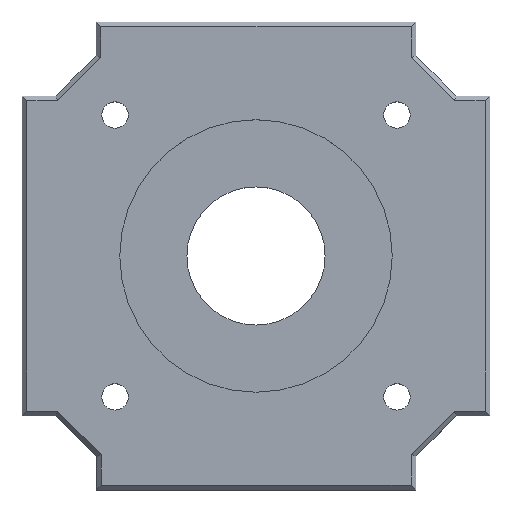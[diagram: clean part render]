
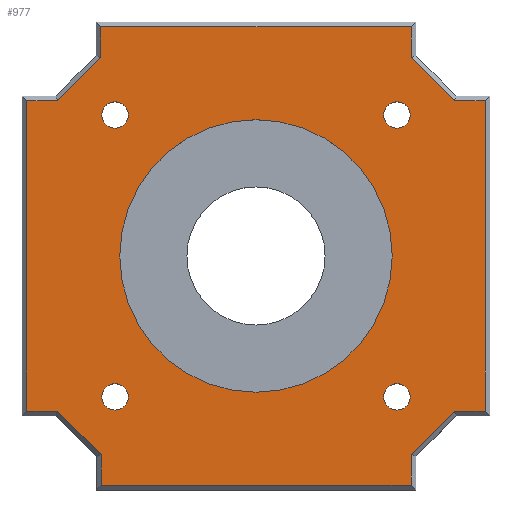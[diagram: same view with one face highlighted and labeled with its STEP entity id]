
A CAD part, top view. The second image highlights one B-rep face of the part: STEP entity #977.
In plain terms, the highlighted planar face has unit normal (0, 0, 1).
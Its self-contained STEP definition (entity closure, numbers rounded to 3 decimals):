
#21=FACE_BOUND('',#196,.T.);
#22=FACE_BOUND('',#197,.T.);
#23=FACE_BOUND('',#198,.T.);
#24=FACE_BOUND('',#199,.T.);
#25=FACE_BOUND('',#200,.T.);
#75=PLANE('',#1066);
#132=FACE_OUTER_BOUND('',#195,.T.);
#195=EDGE_LOOP('',(#891,#892,#893,#894,#895,#896,#897,#898,#899,#900,#901,
#902,#903,#904,#905,#906));
#196=EDGE_LOOP('',(#907));
#197=EDGE_LOOP('',(#908));
#198=EDGE_LOOP('',(#909));
#199=EDGE_LOOP('',(#910));
#200=EDGE_LOOP('',(#911));
#273=LINE('',#1498,#391);
#276=LINE('',#1503,#394);
#278=LINE('',#1507,#396);
#280=LINE('',#1511,#398);
#282=LINE('',#1515,#400);
#284=LINE('',#1519,#402);
#286=LINE('',#1523,#404);
#288=LINE('',#1527,#406);
#290=LINE('',#1531,#408);
#294=LINE('',#1539,#412);
#297=LINE('',#1545,#415);
#300=LINE('',#1551,#418);
#303=LINE('',#1557,#421);
#306=LINE('',#1563,#424);
#309=LINE('',#1569,#427);
#312=LINE('',#1573,#430);
#391=VECTOR('',#1231,10.);
#394=VECTOR('',#1236,10.);
#396=VECTOR('',#1240,10.);
#398=VECTOR('',#1244,10.);
#400=VECTOR('',#1248,10.);
#402=VECTOR('',#1252,10.);
#404=VECTOR('',#1256,10.);
#406=VECTOR('',#1260,10.);
#408=VECTOR('',#1264,10.);
#412=VECTOR('',#1270,10.);
#415=VECTOR('',#1275,10.);
#418=VECTOR('',#1280,10.);
#421=VECTOR('',#1285,10.);
#424=VECTOR('',#1290,10.);
#427=VECTOR('',#1295,10.);
#430=VECTOR('',#1300,10.);
#438=CIRCLE('',#1000,1.4);
#440=CIRCLE('',#1003,1.4);
#442=CIRCLE('',#1006,1.4);
#444=CIRCLE('',#1009,1.4);
#446=CIRCLE('',#1012,14.5);
#450=VERTEX_POINT('',#1328);
#452=VERTEX_POINT('',#1334);
#454=VERTEX_POINT('',#1340);
#456=VERTEX_POINT('',#1346);
#458=VERTEX_POINT('',#1352);
#503=VERTEX_POINT('',#1496);
#504=VERTEX_POINT('',#1497);
#505=VERTEX_POINT('',#1502);
#506=VERTEX_POINT('',#1506);
#507=VERTEX_POINT('',#1510);
#508=VERTEX_POINT('',#1514);
#509=VERTEX_POINT('',#1518);
#510=VERTEX_POINT('',#1522);
#511=VERTEX_POINT('',#1526);
#512=VERTEX_POINT('',#1530);
#515=VERTEX_POINT('',#1538);
#517=VERTEX_POINT('',#1544);
#519=VERTEX_POINT('',#1550);
#521=VERTEX_POINT('',#1556);
#523=VERTEX_POINT('',#1562);
#525=VERTEX_POINT('',#1568);
#526=EDGE_CURVE('',#450,#450,#438,.T.);
#529=EDGE_CURVE('',#452,#452,#440,.T.);
#532=EDGE_CURVE('',#454,#454,#442,.T.);
#535=EDGE_CURVE('',#456,#456,#444,.T.);
#538=EDGE_CURVE('',#458,#458,#446,.T.);
#609=EDGE_CURVE('',#503,#504,#273,.T.);
#612=EDGE_CURVE('',#504,#505,#276,.T.);
#614=EDGE_CURVE('',#505,#506,#278,.T.);
#616=EDGE_CURVE('',#506,#507,#280,.T.);
#618=EDGE_CURVE('',#507,#508,#282,.T.);
#620=EDGE_CURVE('',#508,#509,#284,.T.);
#622=EDGE_CURVE('',#509,#510,#286,.T.);
#624=EDGE_CURVE('',#510,#511,#288,.T.);
#626=EDGE_CURVE('',#511,#512,#290,.T.);
#630=EDGE_CURVE('',#512,#515,#294,.T.);
#633=EDGE_CURVE('',#515,#517,#297,.T.);
#636=EDGE_CURVE('',#517,#519,#300,.T.);
#639=EDGE_CURVE('',#519,#521,#303,.T.);
#642=EDGE_CURVE('',#521,#523,#306,.T.);
#645=EDGE_CURVE('',#523,#525,#309,.T.);
#648=EDGE_CURVE('',#525,#503,#312,.T.);
#891=ORIENTED_EDGE('',*,*,#609,.F.);
#892=ORIENTED_EDGE('',*,*,#648,.F.);
#893=ORIENTED_EDGE('',*,*,#645,.F.);
#894=ORIENTED_EDGE('',*,*,#642,.F.);
#895=ORIENTED_EDGE('',*,*,#639,.F.);
#896=ORIENTED_EDGE('',*,*,#636,.F.);
#897=ORIENTED_EDGE('',*,*,#633,.F.);
#898=ORIENTED_EDGE('',*,*,#630,.F.);
#899=ORIENTED_EDGE('',*,*,#626,.F.);
#900=ORIENTED_EDGE('',*,*,#624,.F.);
#901=ORIENTED_EDGE('',*,*,#622,.F.);
#902=ORIENTED_EDGE('',*,*,#620,.F.);
#903=ORIENTED_EDGE('',*,*,#618,.F.);
#904=ORIENTED_EDGE('',*,*,#616,.F.);
#905=ORIENTED_EDGE('',*,*,#614,.F.);
#906=ORIENTED_EDGE('',*,*,#612,.F.);
#907=ORIENTED_EDGE('',*,*,#526,.T.);
#908=ORIENTED_EDGE('',*,*,#529,.T.);
#909=ORIENTED_EDGE('',*,*,#532,.T.);
#910=ORIENTED_EDGE('',*,*,#535,.T.);
#911=ORIENTED_EDGE('',*,*,#538,.T.);
#977=ADVANCED_FACE('',(#132,#21,#22,#23,#24,#25),#75,.F.);
#1000=AXIS2_PLACEMENT_3D('',#1329,#1072,#1073);
#1003=AXIS2_PLACEMENT_3D('',#1335,#1079,#1080);
#1006=AXIS2_PLACEMENT_3D('',#1341,#1086,#1087);
#1009=AXIS2_PLACEMENT_3D('',#1347,#1093,#1094);
#1012=AXIS2_PLACEMENT_3D('',#1353,#1100,#1101);
#1066=AXIS2_PLACEMENT_3D('',#1588,#1322,#1323);
#1072=DIRECTION('center_axis',(0.,0.,
-1.));
#1073=DIRECTION('ref_axis',(1.,0.,0.));
#1079=DIRECTION('center_axis',(0.,0.,
-1.));
#1080=DIRECTION('ref_axis',(1.,0.,0.));
#1086=DIRECTION('center_axis',(0.,0.,
-1.));
#1087=DIRECTION('ref_axis',(1.,0.,0.));
#1093=DIRECTION('center_axis',(0.,0.,
-1.));
#1094=DIRECTION('ref_axis',(1.,0.,0.));
#1100=DIRECTION('center_axis',(0.,0.,
-1.));
#1101=DIRECTION('ref_axis',(1.,0.,0.));
#1231=DIRECTION('',(-1.,0.,0.));
#1236=DIRECTION('',(0.,1.,0.));
#1240=DIRECTION('',(-0.707,0.707,0.));
#1244=DIRECTION('',(-1.,0.,0.));
#1248=DIRECTION('',(0.,1.,0.));
#1252=DIRECTION('',(1.,0.,0.));
#1256=DIRECTION('',(0.707,0.707,0.));
#1260=DIRECTION('',(0.,1.,0.));
#1264=DIRECTION('',(1.,0.,0.));
#1270=DIRECTION('',(0.,-1.,0.));
#1275=DIRECTION('',(0.707,-0.707,0.));
#1280=DIRECTION('',(1.,0.,0.));
#1285=DIRECTION('',(0.,-1.,0.));
#1290=DIRECTION('',(-1.,0.,0.));
#1295=DIRECTION('',(-0.707,-0.707,0.));
#1300=DIRECTION('',(0.,-1.,0.));
#1322=DIRECTION('center_axis',(0.,0.,
-1.));
#1323=DIRECTION('ref_axis',(-1.,0.,0.));
#1328=CARTESIAN_POINT('',(-21.83,5.93,22.));
#1329=CARTESIAN_POINT('Origin',(-20.43,5.93,22.));
#1334=CARTESIAN_POINT('',(-51.83,35.93,22.));
#1335=CARTESIAN_POINT('Origin',(-50.43,35.93,22.));
#1340=CARTESIAN_POINT('',(-51.83,5.93,22.));
#1341=CARTESIAN_POINT('Origin',(-50.43,5.93,22.));
#1346=CARTESIAN_POINT('',(-21.83,35.93,22.));
#1347=CARTESIAN_POINT('Origin',(-20.43,35.93,22.));
#1352=CARTESIAN_POINT('',(-49.93,20.93,22.));
#1353=CARTESIAN_POINT('Origin',(-35.43,20.93,22.));
#1496=CARTESIAN_POINT('',(-18.93,-3.47,22.));
#1497=CARTESIAN_POINT('',(-51.889,-3.47,22.));
#1498=CARTESIAN_POINT('',(-38.566,-3.47,22.));
#1502=CARTESIAN_POINT('',(-51.889,-0.23,22.));
#1503=CARTESIAN_POINT('',(-51.889,10.247,22.));
#1506=CARTESIAN_POINT('',(-56.548,4.43,22.));
#1507=CARTESIAN_POINT('',(-61.088,8.97,22.));
#1510=CARTESIAN_POINT('',(-59.83,4.43,22.));
#1511=CARTESIAN_POINT('',(-59.416,4.43,22.));
#1514=CARTESIAN_POINT('',(-59.83,37.43,22.));
#1515=CARTESIAN_POINT('',(-59.83,12.53,22.));
#1518=CARTESIAN_POINT('',(-56.548,37.43,22.));
#1519=CARTESIAN_POINT('',(-57.628,37.43,22.));
#1522=CARTESIAN_POINT('',(-51.93,42.048,22.));
#1523=CARTESIAN_POINT('',(-58.925,35.052,22.));
#1526=CARTESIAN_POINT('',(-51.93,45.33,22.));
#1527=CARTESIAN_POINT('',(-51.93,33.38,22.));
#1530=CARTESIAN_POINT('',(-18.93,45.33,22.));
#1531=CARTESIAN_POINT('',(-55.366,45.33,22.));
#1538=CARTESIAN_POINT('',(-18.93,42.048,22.));
#1539=CARTESIAN_POINT('',(-18.93,31.593,22.));
#1544=CARTESIAN_POINT('',(-14.312,37.43,22.));
#1545=CARTESIAN_POINT('',(-21.307,44.425,22.));
#1550=CARTESIAN_POINT('',(-11.03,37.43,22.));
#1551=CARTESIAN_POINT('',(-34.516,37.43,22.));
#1556=CARTESIAN_POINT('',(-11.03,4.43,22.));
#1557=CARTESIAN_POINT('',(-11.03,29.33,22.));
#1562=CARTESIAN_POINT('',(-14.312,4.43,22.));
#1563=CARTESIAN_POINT('',(-36.303,4.43,22.));
#1568=CARTESIAN_POINT('',(-18.93,-0.188,22.));
#1569=CARTESIAN_POINT('',(-23.47,-4.728,22.));
#1573=CARTESIAN_POINT('',(-18.93,8.48,22.));
#1588=CARTESIAN_POINT('Origin',(-58.501,20.93,22.));
